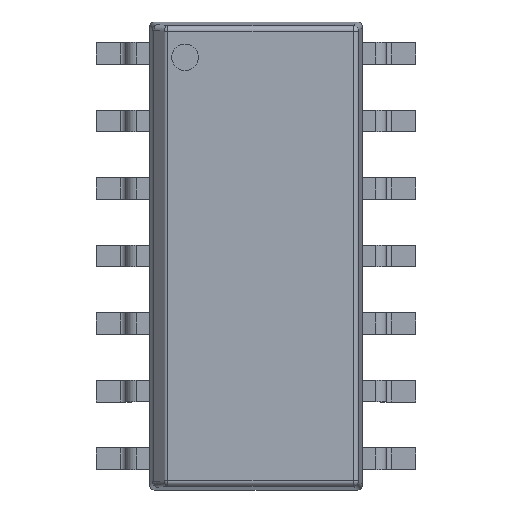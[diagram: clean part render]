
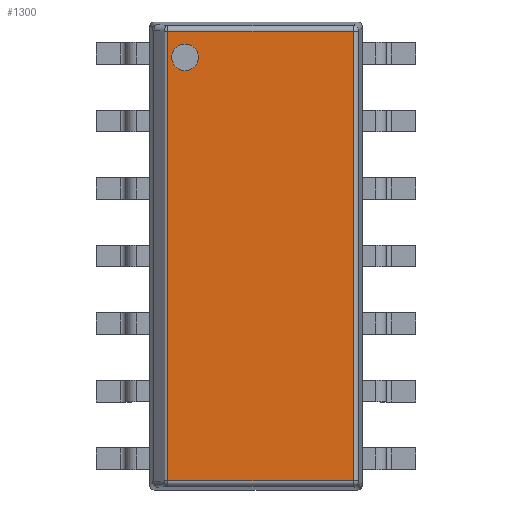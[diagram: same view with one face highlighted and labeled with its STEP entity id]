
A CAD part, top view. The second image highlights one B-rep face of the part: STEP entity #1300.
In plain terms, the highlighted planar face has unit normal (0, 0, 1).
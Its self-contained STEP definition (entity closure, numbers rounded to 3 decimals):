
#89=FACE_BOUND('',#519,.T.);
#224=LINE('',#3226,#323);
#226=LINE('',#3238,#325);
#227=LINE('',#3242,#326);
#229=LINE('',#3250,#328);
#323=VECTOR('',#1736,1.);
#325=VECTOR('',#1752,1.);
#326=VECTOR('',#1759,1.);
#328=VECTOR('',#1773,1.);
#429=FACE_OUTER_BOUND('',#518,.T.);
#518=EDGE_LOOP('',(#1092,#1093,#1094,#1095));
#519=EDGE_LOOP('',(#1096));
#585=CIRCLE('',#1461,0.25);
#654=VERTEX_POINT('',#3223);
#655=VERTEX_POINT('',#3225);
#657=VERTEX_POINT('',#3235);
#658=VERTEX_POINT('',#3237);
#659=VERTEX_POINT('',#3251);
#795=EDGE_CURVE('',#654,#655,#224,.T.);
#801=EDGE_CURVE('',#658,#657,#226,.T.);
#804=EDGE_CURVE('',#658,#654,#227,.T.);
#808=EDGE_CURVE('',#657,#655,#229,.T.);
#809=EDGE_CURVE('',#659,#659,#585,.T.);
#1092=ORIENTED_EDGE('',*,*,#795,.F.);
#1093=ORIENTED_EDGE('',*,*,#804,.F.);
#1094=ORIENTED_EDGE('',*,*,#801,.T.);
#1095=ORIENTED_EDGE('',*,*,#808,.T.);
#1096=ORIENTED_EDGE('',*,*,#809,.F.);
#1215=PLANE('',#1460);
#1300=ADVANCED_FACE('',(#429,#89),#1215,.T.);
#1460=AXIS2_PLACEMENT_3D('',#3249,#1771,#1772);
#1461=AXIS2_PLACEMENT_3D('',#3252,#1774,#1775);
#1736=DIRECTION('',(1.,0.,0.));
#1752=DIRECTION('',(1.,0.,0.));
#1759=DIRECTION('',(0.,1.,0.));
#1771=DIRECTION('center_axis',(0.,0.,1.));
#1772=DIRECTION('ref_axis',(1.,0.,0.));
#1773=DIRECTION('',(0.,1.,0.));
#1774=DIRECTION('center_axis',(0.,0.,1.));
#1775=DIRECTION('ref_axis',(1.,0.,0.));
#3223=CARTESIAN_POINT('',(0.341,8.629,1.75));
#3225=CARTESIAN_POINT('',(3.829,8.629,1.75));
#3226=CARTESIAN_POINT('',(0.3,8.629,1.75));
#3235=CARTESIAN_POINT('',(3.829,0.171,1.75));
#3237=CARTESIAN_POINT('',(0.341,0.171,1.75));
#3238=CARTESIAN_POINT('',(0.3,0.171,1.75));
#3242=CARTESIAN_POINT('',(0.341,0.081,1.75));
#3249=CARTESIAN_POINT('Origin',(0.,0.,1.75));
#3250=CARTESIAN_POINT('',(3.829,0.081,1.75));
#3251=CARTESIAN_POINT('',(0.417,8.133,1.75));
#3252=CARTESIAN_POINT('Origin',(0.667,8.133,1.75));
